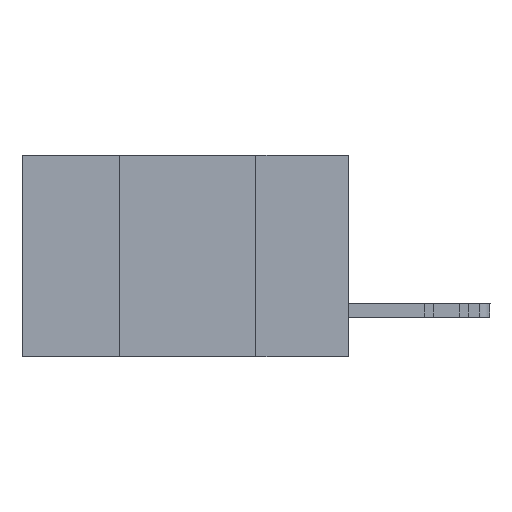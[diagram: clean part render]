
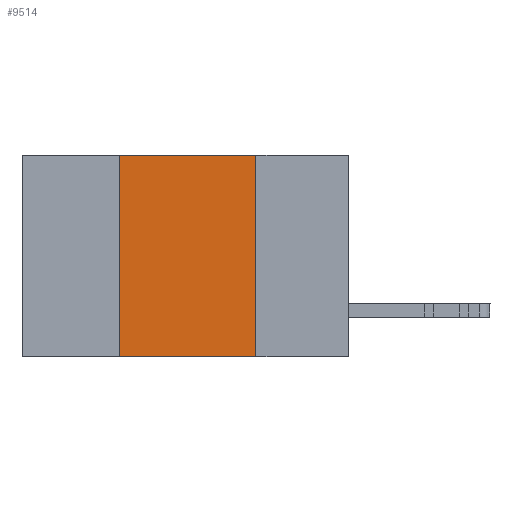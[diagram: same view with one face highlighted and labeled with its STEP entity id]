
A CAD part, left-side view. The second image highlights one B-rep face of the part: STEP entity #9514.
In plain terms, the highlighted planar face has unit normal (-1, 0, 0).
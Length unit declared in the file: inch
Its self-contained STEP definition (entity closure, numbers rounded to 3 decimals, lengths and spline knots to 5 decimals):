
#613 = ORIENTED_EDGE ( 'NONE', *, *, #10965, .T. ) ;
#890 = VECTOR ( 'NONE', #14431, 39.37008 ) ;
#1621 = LINE ( 'NONE', #22580, #21341 ) ;
#1896 = EDGE_CURVE ( 'NONE', #14807, #3798, #9117, .T. ) ;
#3698 = CARTESIAN_POINT ( 'NONE',  ( 0., 0.42, -0.37 ) ) ;
#3798 = VERTEX_POINT ( 'NONE', #16601 ) ;
#4270 = EDGE_CURVE ( 'NONE', #21834, #8478, #14597, .T. ) ;
#4551 = CARTESIAN_POINT ( 'NONE',  ( 0., 0.17, -0.37 ) ) ;
#4670 = ORIENTED_EDGE ( 'NONE', *, *, #1896, .F. ) ;
#5224 = CARTESIAN_POINT ( 'NONE',  ( 0., 0.42, -0.37 ) ) ;
#5389 = AXIS2_PLACEMENT_3D ( 'NONE', #16653, #14806, #6362 ) ;
#6362 = DIRECTION ( 'NONE',  ( 0., 0., -1. ) ) ;
#6394 = DIRECTION ( 'NONE',  ( 0., 0., -1. ) ) ;
#6467 = CARTESIAN_POINT ( 'NONE',  ( 0., 0.17, -0.37 ) ) ;
#8478 = VERTEX_POINT ( 'NONE', #6467 ) ;
#9117 = LINE ( 'NONE', #3698, #890 ) ;
#9514 = ADVANCED_FACE ( 'NONE', ( #14916 ), #21988, .F. ) ;
#10285 = CARTESIAN_POINT ( 'NONE',  ( 0., 0.6, 0. ) ) ;
#10965 = EDGE_CURVE ( 'NONE', #14807, #8478, #1621, .T. ) ;
#11438 = EDGE_CURVE ( 'NONE', #3798, #21834, #21141, .T. ) ;
#12008 = DIRECTION ( 'NONE',  ( 0., -1., 0. ) ) ;
#13607 = VECTOR ( 'NONE', #12008, 39.37008 ) ;
#13773 = DIRECTION ( 'NONE',  ( 0., -1., 0. ) ) ;
#14431 = DIRECTION ( 'NONE',  ( 0., 0., 1. ) ) ;
#14597 = LINE ( 'NONE', #4551, #19248 ) ;
#14806 = DIRECTION ( 'NONE',  ( 1., 0., 0. ) ) ;
#14807 = VERTEX_POINT ( 'NONE', #5224 ) ;
#14916 = FACE_OUTER_BOUND ( 'NONE', #19016, .T. ) ;
#16601 = CARTESIAN_POINT ( 'NONE',  ( 0., 0.42, 0. ) ) ;
#16653 = CARTESIAN_POINT ( 'NONE',  ( 0., 0.6, 0. ) ) ;
#16780 = CARTESIAN_POINT ( 'NONE',  ( 0., 0.17, 0. ) ) ;
#18867 = ORIENTED_EDGE ( 'NONE', *, *, #4270, .F. ) ;
#19016 = EDGE_LOOP ( 'NONE', ( #18867, #22248, #4670, #613 ) ) ;
#19248 = VECTOR ( 'NONE', #6394, 39.37008 ) ;
#21141 = LINE ( 'NONE', #10285, #13607 ) ;
#21341 = VECTOR ( 'NONE', #13773, 39.37008 ) ;
#21834 = VERTEX_POINT ( 'NONE', #16780 ) ;
#21988 = PLANE ( 'NONE',  #5389 ) ;
#22248 = ORIENTED_EDGE ( 'NONE', *, *, #11438, .F. ) ;
#22580 = CARTESIAN_POINT ( 'NONE',  ( 0., 0.6, -0.37 ) ) ;
